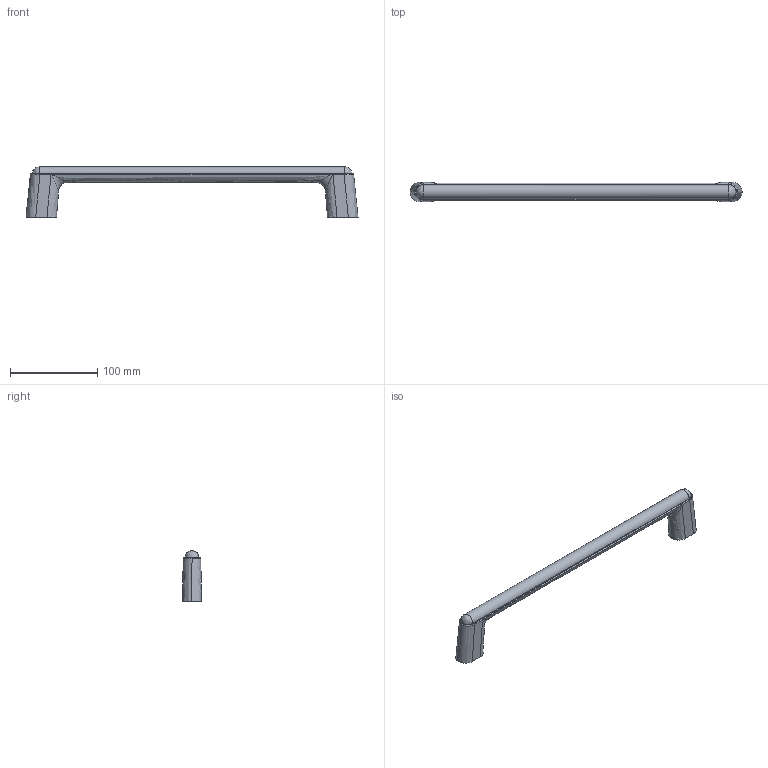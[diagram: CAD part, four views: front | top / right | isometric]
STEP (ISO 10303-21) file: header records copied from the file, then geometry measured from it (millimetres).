
FILE_DESCRIPTION((''),'2;1');
FILE_NAME('','2009-03-18T09:46:14',(''),(''),'','CADfix','');
FILE_SCHEMA(('AUTOMOTIVE_DESIGN { 1 0 10303 214 1 1 1 1 }'));
Length unit declared in the file: millimetre
Bounding box: 380 x 22 x 58 mm (x, y, z)
Volume: 84745.8 mm3; surface area: 62686.2 mm2
Topology: 2 solids, 2 shells, 99 faces, 338 edges, 250 vertices
Faces by surface type: bspline 99
Entity records: 6871 total; most frequent: CARTESIAN_POINT 4892, ORIENTED_EDGE 676, EDGE_CURVE 338, VERTEX_POINT 250, B_SPLINE_CURVE_WITH_KNOTS 224, EDGE_LOOP 116, QUASI_UNIFORM_CURVE 100, FACE_OUTER_BOUND 99
